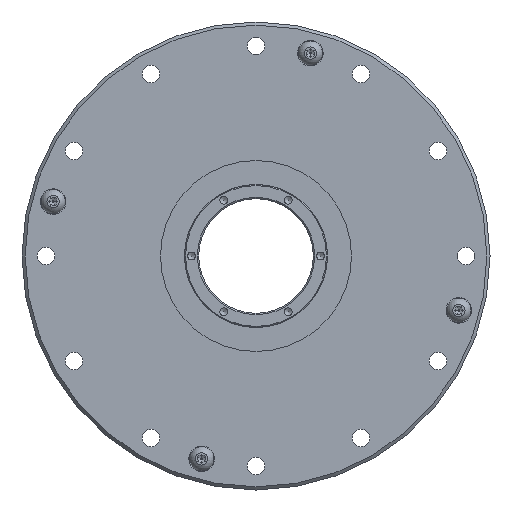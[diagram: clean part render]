
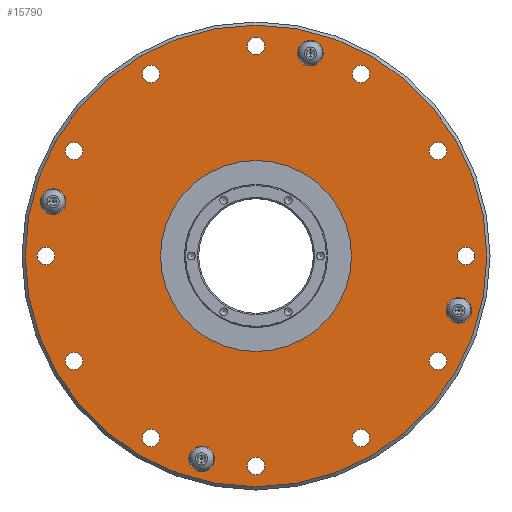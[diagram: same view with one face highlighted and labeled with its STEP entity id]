
A CAD part, left-side view. The second image highlights one B-rep face of the part: STEP entity #15790.
In plain terms, the highlighted planar face has unit normal (-1, 0, 0).
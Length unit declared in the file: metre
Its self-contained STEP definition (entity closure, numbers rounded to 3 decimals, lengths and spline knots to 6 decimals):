
#1318=PLANE('',#18133);
#5038=ORIENTED_EDGE('',*,*,#8025,.F.);
#5039=ORIENTED_EDGE('',*,*,#8026,.F.);
#5040=ORIENTED_EDGE('',*,*,#8027,.F.);
#5041=ORIENTED_EDGE('',*,*,#8028,.T.);
#5042=ORIENTED_EDGE('',*,*,#8029,.T.);
#5043=ORIENTED_EDGE('',*,*,#8030,.T.);
#5044=ORIENTED_EDGE('',*,*,#8031,.T.);
#5045=ORIENTED_EDGE('',*,*,#8032,.T.);
#5046=ORIENTED_EDGE('',*,*,#8033,.T.);
#5047=ORIENTED_EDGE('',*,*,#8034,.T.);
#5048=ORIENTED_EDGE('',*,*,#8035,.T.);
#5049=ORIENTED_EDGE('',*,*,#8036,.T.);
#5050=ORIENTED_EDGE('',*,*,#8037,.T.);
#5051=ORIENTED_EDGE('',*,*,#8038,.T.);
#5052=ORIENTED_EDGE('',*,*,#8039,.T.);
#5053=ORIENTED_EDGE('',*,*,#8040,.F.);
#5054=ORIENTED_EDGE('',*,*,#8041,.F.);
#5055=ORIENTED_EDGE('',*,*,#8042,.T.);
#8025=EDGE_CURVE('',#9906,#9906,#11657,.T.);
#8026=EDGE_CURVE('',#9907,#9907,#11658,.T.);
#8027=EDGE_CURVE('',#9908,#9908,#11659,.T.);
#8028=EDGE_CURVE('',#9909,#9909,#11660,.T.);
#8029=EDGE_CURVE('',#9910,#9910,#11661,.T.);
#8030=EDGE_CURVE('',#9911,#9911,#11662,.T.);
#8031=EDGE_CURVE('',#9912,#9912,#11663,.T.);
#8032=EDGE_CURVE('',#9913,#9913,#11664,.T.);
#8033=EDGE_CURVE('',#9914,#9914,#11665,.T.);
#8034=EDGE_CURVE('',#9915,#9915,#11666,.T.);
#8035=EDGE_CURVE('',#9916,#9916,#11667,.T.);
#8036=EDGE_CURVE('',#9917,#9917,#11668,.T.);
#8037=EDGE_CURVE('',#9918,#9918,#11669,.T.);
#8038=EDGE_CURVE('',#9919,#9919,#11670,.T.);
#8039=EDGE_CURVE('',#9920,#9920,#11671,.T.);
#8040=EDGE_CURVE('',#9921,#9921,#11672,.T.);
#8041=EDGE_CURVE('',#9922,#9922,#11673,.T.);
#8042=EDGE_CURVE('',#9923,#9923,#11674,.T.);
#9906=VERTEX_POINT('',#28661);
#9907=VERTEX_POINT('',#28663);
#9908=VERTEX_POINT('',#28665);
#9909=VERTEX_POINT('',#28667);
#9910=VERTEX_POINT('',#28669);
#9911=VERTEX_POINT('',#28671);
#9912=VERTEX_POINT('',#28673);
#9913=VERTEX_POINT('',#28675);
#9914=VERTEX_POINT('',#28677);
#9915=VERTEX_POINT('',#28679);
#9916=VERTEX_POINT('',#28681);
#9917=VERTEX_POINT('',#28683);
#9918=VERTEX_POINT('',#28685);
#9919=VERTEX_POINT('',#28687);
#9920=VERTEX_POINT('',#28689);
#9921=VERTEX_POINT('',#28691);
#9922=VERTEX_POINT('',#28693);
#9923=VERTEX_POINT('',#28695);
#11657=CIRCLE('',#18134,0.004025);
#11658=CIRCLE('',#18135,0.004025);
#11659=CIRCLE('',#18136,0.03);
#11660=CIRCLE('',#18137,0.00275);
#11661=CIRCLE('',#18138,0.00275);
#11662=CIRCLE('',#18139,0.00275);
#11663=CIRCLE('',#18140,0.00275);
#11664=CIRCLE('',#18141,0.00275);
#11665=CIRCLE('',#18142,0.00275);
#11666=CIRCLE('',#18143,0.00275);
#11667=CIRCLE('',#18144,0.00275);
#11668=CIRCLE('',#18145,0.00275);
#11669=CIRCLE('',#18146,0.00275);
#11670=CIRCLE('',#18147,0.00275);
#11671=CIRCLE('',#18148,0.00275);
#11672=CIRCLE('',#18149,0.004025);
#11673=CIRCLE('',#18150,0.004025);
#11674=CIRCLE('',#18151,0.0725);
#12733=EDGE_LOOP('',(#5038));
#12734=EDGE_LOOP('',(#5039));
#12735=EDGE_LOOP('',(#5040));
#12736=EDGE_LOOP('',(#5041));
#12737=EDGE_LOOP('',(#5042));
#12738=EDGE_LOOP('',(#5043));
#12739=EDGE_LOOP('',(#5044));
#12740=EDGE_LOOP('',(#5045));
#12741=EDGE_LOOP('',(#5046));
#12742=EDGE_LOOP('',(#5047));
#12743=EDGE_LOOP('',(#5048));
#12744=EDGE_LOOP('',(#5049));
#12745=EDGE_LOOP('',(#5050));
#12746=EDGE_LOOP('',(#5051));
#12747=EDGE_LOOP('',(#5052));
#12748=EDGE_LOOP('',(#5053));
#12749=EDGE_LOOP('',(#5054));
#12750=EDGE_LOOP('',(#5055));
#14242=FACE_BOUND('',#12733,.T.);
#14243=FACE_BOUND('',#12734,.T.);
#14244=FACE_BOUND('',#12735,.T.);
#14245=FACE_BOUND('',#12736,.T.);
#14246=FACE_BOUND('',#12737,.T.);
#14247=FACE_BOUND('',#12738,.T.);
#14248=FACE_BOUND('',#12739,.T.);
#14249=FACE_BOUND('',#12740,.T.);
#14250=FACE_BOUND('',#12741,.T.);
#14251=FACE_BOUND('',#12742,.T.);
#14252=FACE_BOUND('',#12743,.T.);
#14253=FACE_BOUND('',#12744,.T.);
#14254=FACE_BOUND('',#12745,.T.);
#14255=FACE_BOUND('',#12746,.T.);
#14256=FACE_BOUND('',#12747,.T.);
#14257=FACE_BOUND('',#12748,.T.);
#14258=FACE_BOUND('',#12749,.T.);
#14259=FACE_BOUND('',#12750,.T.);
#15790=ADVANCED_FACE('',(#14242,#14243,#14244,#14245,#14246,#14247,#14248,
#14249,#14250,#14251,#14252,#14253,#14254,#14255,#14256,#14257,#14258,#14259),
#1318,.F.);
#18133=AXIS2_PLACEMENT_3D('',#28659,#22213,#22214);
#18134=AXIS2_PLACEMENT_3D('',#28660,#22215,#22216);
#18135=AXIS2_PLACEMENT_3D('',#28662,#22217,#22218);
#18136=AXIS2_PLACEMENT_3D('',#28664,#22219,#22220);
#18137=AXIS2_PLACEMENT_3D('',#28666,#22221,#22222);
#18138=AXIS2_PLACEMENT_3D('',#28668,#22223,#22224);
#18139=AXIS2_PLACEMENT_3D('',#28670,#22225,#22226);
#18140=AXIS2_PLACEMENT_3D('',#28672,#22227,#22228);
#18141=AXIS2_PLACEMENT_3D('',#28674,#22229,#22230);
#18142=AXIS2_PLACEMENT_3D('',#28676,#22231,#22232);
#18143=AXIS2_PLACEMENT_3D('',#28678,#22233,#22234);
#18144=AXIS2_PLACEMENT_3D('',#28680,#22235,#22236);
#18145=AXIS2_PLACEMENT_3D('',#28682,#22237,#22238);
#18146=AXIS2_PLACEMENT_3D('',#28684,#22239,#22240);
#18147=AXIS2_PLACEMENT_3D('',#28686,#22241,#22242);
#18148=AXIS2_PLACEMENT_3D('',#28688,#22243,#22244);
#18149=AXIS2_PLACEMENT_3D('',#28690,#22245,#22246);
#18150=AXIS2_PLACEMENT_3D('',#28692,#22247,#22248);
#18151=AXIS2_PLACEMENT_3D('',#28694,#22249,#22250);
#22213=DIRECTION('',(1.,0.,0.));
#22214=DIRECTION('',(0.,0.,-1.));
#22215=DIRECTION('',(-1.,0.,0.));
#22216=DIRECTION('',(0.,0.,1.));
#22217=DIRECTION('',(-1.,0.,0.));
#22218=DIRECTION('',(0.,0.,1.));
#22219=DIRECTION('',(-1.,0.,0.));
#22220=DIRECTION('',(0.,0.,1.));
#22221=DIRECTION('',(1.,0.,0.));
#22222=DIRECTION('',(0.,0.,-1.));
#22223=DIRECTION('',(1.,0.,0.));
#22224=DIRECTION('',(0.,0.,-1.));
#22225=DIRECTION('',(1.,0.,0.));
#22226=DIRECTION('',(0.,0.,-1.));
#22227=DIRECTION('',(1.,0.,0.));
#22228=DIRECTION('',(0.,0.,-1.));
#22229=DIRECTION('',(1.,0.,0.));
#22230=DIRECTION('',(0.,0.,-1.));
#22231=DIRECTION('',(1.,0.,0.));
#22232=DIRECTION('',(0.,0.,-1.));
#22233=DIRECTION('',(1.,0.,0.));
#22234=DIRECTION('',(0.,0.,-1.));
#22235=DIRECTION('',(1.,0.,0.));
#22236=DIRECTION('',(0.,0.,-1.));
#22237=DIRECTION('',(1.,0.,0.));
#22238=DIRECTION('',(0.,0.,-1.));
#22239=DIRECTION('',(1.,0.,0.));
#22240=DIRECTION('',(0.,0.,-1.));
#22241=DIRECTION('',(1.,0.,0.));
#22242=DIRECTION('',(0.,0.,-1.));
#22243=DIRECTION('',(1.,0.,0.));
#22244=DIRECTION('',(0.,0.,-1.));
#22245=DIRECTION('',(-1.,0.,0.));
#22246=DIRECTION('',(0.,0.,1.));
#22247=DIRECTION('',(-1.,0.,0.));
#22248=DIRECTION('',(0.,0.,1.));
#22249=DIRECTION('',(-1.,0.,0.));
#22250=DIRECTION('',(0.,0.,-1.));
#28659=CARTESIAN_POINT('',(-0.002392,0.03,0.));
#28660=CARTESIAN_POINT('',(-0.002392,-0.017072,0.063714));
#28661=CARTESIAN_POINT('',(-0.002392,-0.017072,0.067739));
#28662=CARTESIAN_POINT('',(-0.002392,-0.063714,-0.017072));
#28663=CARTESIAN_POINT('',(-0.002392,-0.063714,-0.013047));
#28664=CARTESIAN_POINT('',(-0.002392,0.,0.));
#28665=CARTESIAN_POINT('',(-0.002392,0.,0.03));
#28666=CARTESIAN_POINT('',(-0.002392,0.066,0.));
#28667=CARTESIAN_POINT('',(-0.002392,0.066,-0.00275));
#28668=CARTESIAN_POINT('',(-0.002392,0.057158,-0.033));
#28669=CARTESIAN_POINT('',(-0.002392,0.057158,-0.03575));
#28670=CARTESIAN_POINT('',(-0.002392,0.033,-0.057158));
#28671=CARTESIAN_POINT('',(-0.002392,0.033,-0.059908));
#28672=CARTESIAN_POINT('',(-0.002392,0.,-0.066));
#28673=CARTESIAN_POINT('',(-0.002392,0.,-0.06875));
#28674=CARTESIAN_POINT('',(-0.002392,-0.033,-0.057158));
#28675=CARTESIAN_POINT('',(-0.002392,-0.033,-0.059908));
#28676=CARTESIAN_POINT('',(-0.002392,-0.057158,-0.033));
#28677=CARTESIAN_POINT('',(-0.002392,-0.057158,-0.03575));
#28678=CARTESIAN_POINT('',(-0.002392,-0.066,0.));
#28679=CARTESIAN_POINT('',(-0.002392,-0.066,-0.00275));
#28680=CARTESIAN_POINT('',(-0.002392,-0.057158,0.033));
#28681=CARTESIAN_POINT('',(-0.002392,-0.057158,0.03025));
#28682=CARTESIAN_POINT('',(-0.002392,-0.033,0.057158));
#28683=CARTESIAN_POINT('',(-0.002392,-0.033,0.054408));
#28684=CARTESIAN_POINT('',(-0.002392,0.,0.066));
#28685=CARTESIAN_POINT('',(-0.002392,0.,0.06325));
#28686=CARTESIAN_POINT('',(-0.002392,0.033,0.057158));
#28687=CARTESIAN_POINT('',(-0.002392,0.033,0.054408));
#28688=CARTESIAN_POINT('',(-0.002392,0.057158,0.033));
#28689=CARTESIAN_POINT('',(-0.002392,0.057158,0.03025));
#28690=CARTESIAN_POINT('',(-0.002392,0.063714,0.017072));
#28691=CARTESIAN_POINT('',(-0.002392,0.063714,0.021097));
#28692=CARTESIAN_POINT('',(-0.002392,0.017072,-0.063714));
#28693=CARTESIAN_POINT('',(-0.002392,0.017072,-0.059689));
#28694=CARTESIAN_POINT('',(-0.002392,0.,0.));
#28695=CARTESIAN_POINT('',(-0.002392,0.,-0.0725));
